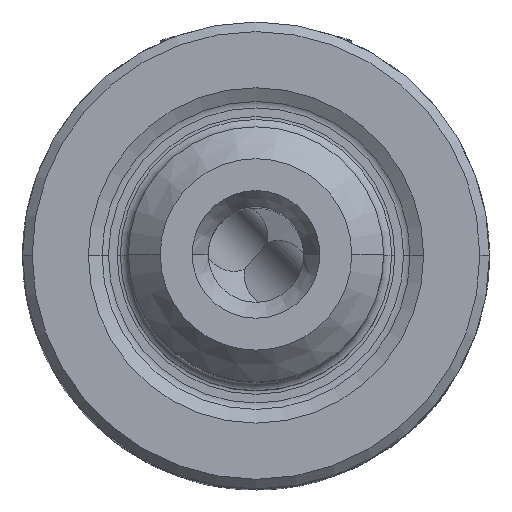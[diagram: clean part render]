
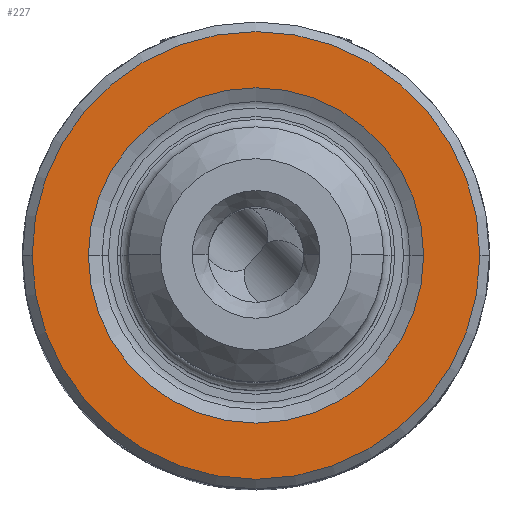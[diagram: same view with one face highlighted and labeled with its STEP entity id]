
A CAD part, top view. The second image highlights one B-rep face of the part: STEP entity #227.
In plain terms, the highlighted planar face has unit normal (0, 0, 1).
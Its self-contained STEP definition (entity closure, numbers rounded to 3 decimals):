
#128=FACE_BOUND('',#476,.T.);
#129=FACE_BOUND('',#477,.T.);
#227=ADVANCED_FACE('',(#128,#129),#308,.T.);
#308=PLANE('',#2078);
#476=EDGE_LOOP('',(#869,#870));
#477=EDGE_LOOP('',(#871,#872));
#611=CIRCLE('',#2073,5.254);
#612=CIRCLE('',#2075,7.015);
#613=CIRCLE('',#2076,7.015);
#614=CIRCLE('',#2077,5.254);
#869=ORIENTED_EDGE('',*,*,#1529,.T.);
#870=ORIENTED_EDGE('',*,*,#1530,.T.);
#871=ORIENTED_EDGE('',*,*,#1531,.F.);
#872=ORIENTED_EDGE('',*,*,#1528,.F.);
#1315=VERTEX_POINT('',#3376);
#1316=VERTEX_POINT('',#3378);
#1317=VERTEX_POINT('',#3382);
#1318=VERTEX_POINT('',#3383);
#1528=EDGE_CURVE('',#1316,#1315,#611,.T.);
#1529=EDGE_CURVE('',#1317,#1318,#612,.T.);
#1530=EDGE_CURVE('',#1318,#1317,#613,.T.);
#1531=EDGE_CURVE('',#1315,#1316,#614,.T.);
#2073=AXIS2_PLACEMENT_3D('',#3379,#2457,#2458);
#2075=AXIS2_PLACEMENT_3D('',#3381,#2461,#2462);
#2076=AXIS2_PLACEMENT_3D('',#3384,#2463,#2464);
#2077=AXIS2_PLACEMENT_3D('',#3385,#2465,#2466);
#2078=AXIS2_PLACEMENT_3D('',#3386,#2467,#2468);
#2457=DIRECTION('',(0.,0.,1.));
#2458=DIRECTION('',(-1.,0.,0.));
#2461=DIRECTION('',(0.,0.,1.));
#2462=DIRECTION('',(-1.,0.,0.));
#2463=DIRECTION('',(0.,0.,1.));
#2464=DIRECTION('',(1.,0.,0.));
#2465=DIRECTION('',(0.,0.,1.));
#2466=DIRECTION('',(1.,0.,0.));
#2467=DIRECTION('',(0.,0.,1.));
#2468=DIRECTION('',(-1.,0.,0.));
#3376=CARTESIAN_POINT('',(5.254,0.,0.));
#3378=CARTESIAN_POINT('',(-5.254,0.,0.));
#3379=CARTESIAN_POINT('',(0.,0.,0.));
#3381=CARTESIAN_POINT('',(0.,0.,0.));
#3382=CARTESIAN_POINT('',(-7.015,0.,0.));
#3383=CARTESIAN_POINT('',(7.015,0.,0.));
#3384=CARTESIAN_POINT('',(0.,0.,0.));
#3385=CARTESIAN_POINT('',(0.,0.,0.));
#3386=CARTESIAN_POINT('',(0.,0.001,0.));
